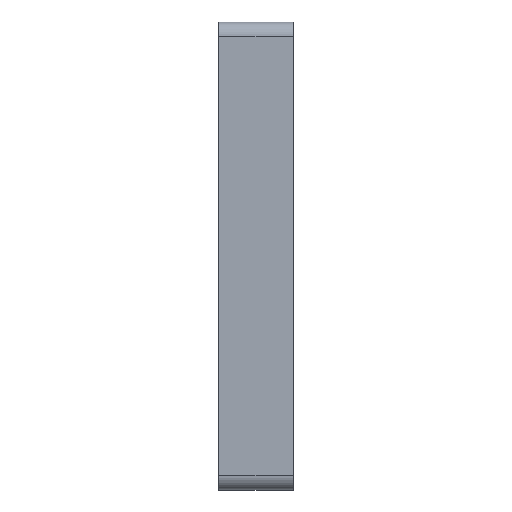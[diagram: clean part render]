
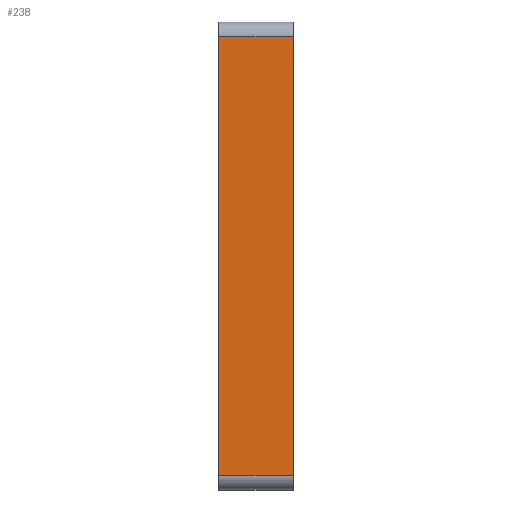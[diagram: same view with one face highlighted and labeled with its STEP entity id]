
A CAD part, left-side view. The second image highlights one B-rep face of the part: STEP entity #238.
In plain terms, the highlighted planar face has unit normal (-1, 0, 0).
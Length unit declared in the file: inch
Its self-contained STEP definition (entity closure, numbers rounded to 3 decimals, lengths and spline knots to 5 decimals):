
#2 = VECTOR ( 'NONE', #627, 39.37008 ) ;
#22 = ORIENTED_EDGE ( 'NONE', *, *, #445, .F. ) ;
#58 = VERTEX_POINT ( 'NONE', #242 ) ;
#97 = DIRECTION ( 'NONE',  ( 0., 0., -1. ) ) ;
#153 = VECTOR ( 'NONE', #590, 39.37008 ) ;
#181 = CARTESIAN_POINT ( 'NONE',  ( -0.39205, 0.125, 0.39205 ) ) ;
#226 = VERTEX_POINT ( 'NONE', #239 ) ;
#238 = ADVANCED_FACE ( 'NONE', ( #583 ), #263, .F. ) ;
#239 = CARTESIAN_POINT ( 'NONE',  ( -0.39205, 0.125, 0.36705 ) ) ;
#242 = CARTESIAN_POINT ( 'NONE',  ( -0.39205, 0., -0.36705 ) ) ;
#263 = PLANE ( 'NONE',  #265 ) ;
#265 = AXIS2_PLACEMENT_3D ( 'NONE', #181, #612, #97 ) ;
#279 = LINE ( 'NONE', #399, #626 ) ;
#357 = VECTOR ( 'NONE', #596, 39.37008 ) ;
#395 = ORIENTED_EDGE ( 'NONE', *, *, #452, .T. ) ;
#396 = DIRECTION ( 'NONE',  ( 0., 0., 1. ) ) ;
#399 = CARTESIAN_POINT ( 'NONE',  ( -0.39205, 0., 0.39205 ) ) ;
#402 = LINE ( 'NONE', #661, #357 ) ;
#410 = CARTESIAN_POINT ( 'NONE',  ( -0.39205, 0., 0.36705 ) ) ;
#419 = LINE ( 'NONE', #616, #153 ) ;
#445 = EDGE_CURVE ( 'NONE', #536, #226, #419, .T. ) ;
#448 = EDGE_CURVE ( 'NONE', #536, #58, #529, .T. ) ;
#452 = EDGE_CURVE ( 'NONE', #631, #226, #402, .T. ) ;
#529 = LINE ( 'NONE', #632, #2 ) ;
#536 = VERTEX_POINT ( 'NONE', #555 ) ;
#555 = CARTESIAN_POINT ( 'NONE',  ( -0.39205, 0.125, -0.36705 ) ) ;
#583 = FACE_OUTER_BOUND ( 'NONE', #607, .T. ) ;
#590 = DIRECTION ( 'NONE',  ( 0., 0., 1. ) ) ;
#596 = DIRECTION ( 'NONE',  ( 0., 1., 0. ) ) ;
#606 = EDGE_CURVE ( 'NONE', #58, #631, #279, .T. ) ;
#607 = EDGE_LOOP ( 'NONE', ( #22, #690, #652, #395 ) ) ;
#612 = DIRECTION ( 'NONE',  ( 1., 0., 0. ) ) ;
#616 = CARTESIAN_POINT ( 'NONE',  ( -0.39205, 0.125, 0.39205 ) ) ;
#627 = DIRECTION ( 'NONE',  ( 0., -1., 0. ) ) ;
#626 = VECTOR ( 'NONE', #396, 39.37008 ) ;
#631 = VERTEX_POINT ( 'NONE', #410 ) ;
#632 = CARTESIAN_POINT ( 'NONE',  ( -0.39205, 0.125, -0.36705 ) ) ;
#652 = ORIENTED_EDGE ( 'NONE', *, *, #606, .T. ) ;
#661 = CARTESIAN_POINT ( 'NONE',  ( -0.39205, 0.125, 0.36705 ) ) ;
#690 = ORIENTED_EDGE ( 'NONE', *, *, #448, .T. ) ;
